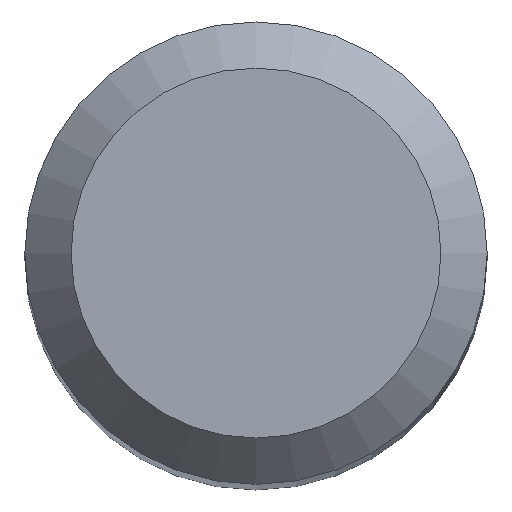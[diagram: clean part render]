
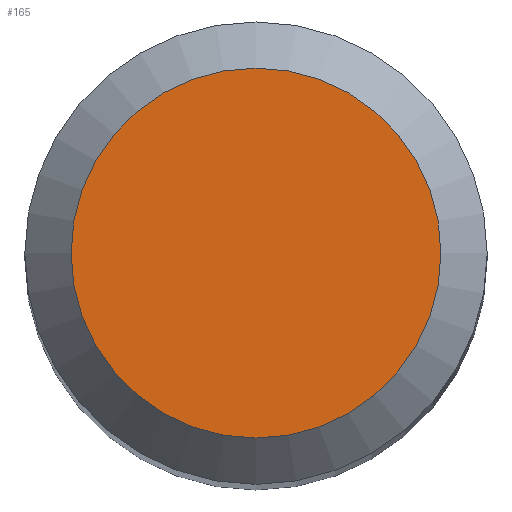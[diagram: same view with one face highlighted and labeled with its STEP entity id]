
A CAD part, top view. The second image highlights one B-rep face of the part: STEP entity #165.
In plain terms, the highlighted planar face has unit normal (0, 0, 1).
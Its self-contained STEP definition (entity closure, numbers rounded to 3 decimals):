
#1 = DIRECTION ( 'NONE',  ( 0., 0., -1. ) ) ;
#64 = EDGE_CURVE ( 'NONE', #116, #116, #149, .T. ) ;
#73 = DIRECTION ( 'NONE',  ( 0., 1., 0. ) ) ;
#75 = FACE_OUTER_BOUND ( 'NONE', #132, .T. ) ;
#90 = CARTESIAN_POINT ( 'NONE',  ( 0., 0., 38. ) ) ;
#97 = CARTESIAN_POINT ( 'NONE',  ( 0., 1.6, 38. ) ) ;
#107 = ORIENTED_EDGE ( 'NONE', *, *, #64, .F. ) ;
#116 = VERTEX_POINT ( 'NONE', #97 ) ;
#132 = EDGE_LOOP ( 'NONE', ( #107 ) ) ;
#149 = CIRCLE ( 'NONE', #262, 1.6 ) ;
#165 = ADVANCED_FACE ( 'NONE', ( #75 ), #216, .T. ) ;
#169 = CARTESIAN_POINT ( 'NONE',  ( 0., 0., 38. ) ) ;
#199 = DIRECTION ( 'NONE',  ( 0., -1., 0. ) ) ;
#216 = PLANE ( 'NONE',  #233 ) ;
#233 = AXIS2_PLACEMENT_3D ( 'NONE', #169, #293, #199 ) ;
#262 = AXIS2_PLACEMENT_3D ( 'NONE', #90, #1, #73 ) ;
#293 = DIRECTION ( 'NONE',  ( 0., 0., 1. ) ) ;
